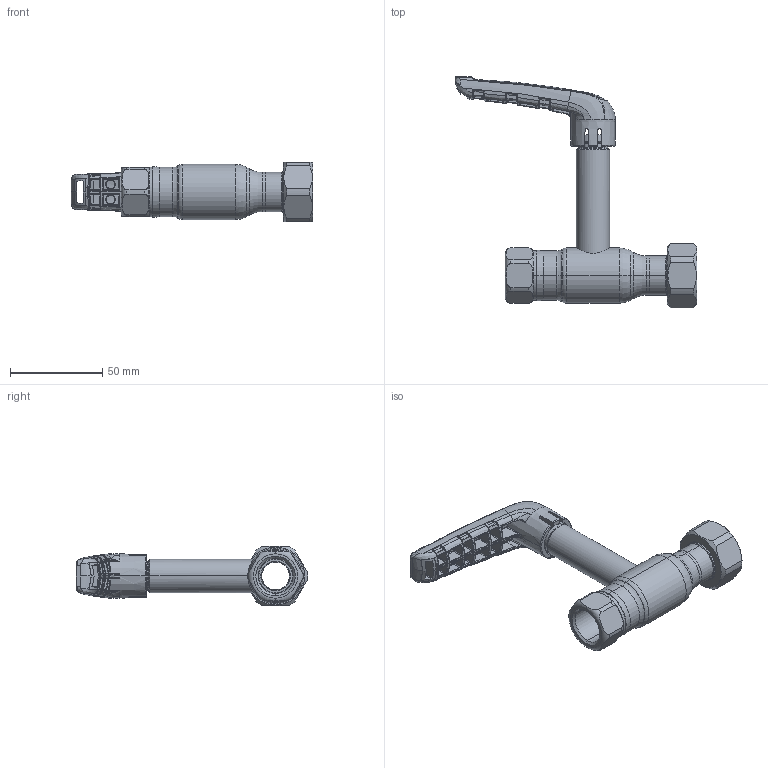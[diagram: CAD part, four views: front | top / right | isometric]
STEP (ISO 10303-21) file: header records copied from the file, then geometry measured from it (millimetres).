
FILE_DESCRIPTION (( 'STEP AP214' ), '1' );
FILE_NAME ('2015002201-xxxx.step', '2019-05-10T10:42:39', ( '' ), ( '' ), 'SwSTEP 2.0', 'SolidWorks 2017', '' );
FILE_SCHEMA (( 'AUTOMOTIVE_DESIGN' ));
Length unit declared in the file: millimetre
Products named in the file (1): 2015002201-xxxx
Bounding box: 131.08 x 125.57 x 32 mm (x, y, z)
Surface area: 27233.3 mm2 (no closed solid volume)
Topology: 0 solids, 11 shells, 824 faces, 2449 edges, 1525 vertices
Faces by surface type: bspline 637, plane 67, cylinder 54, cone 33, torus 33
Entity records: 68624 total; most frequent: CARTESIAN_POINT 43426, ORIENTED_EDGE 4171, EDGE_CURVE 2427, DIRECTION 1717, B_SPLINE_CURVE_WITH_KNOTS 1653, VERTEX_POINT 1525, EDGE_LOOP 851, UNCERTAINTY_MEASURE_WITH_UNIT 826
